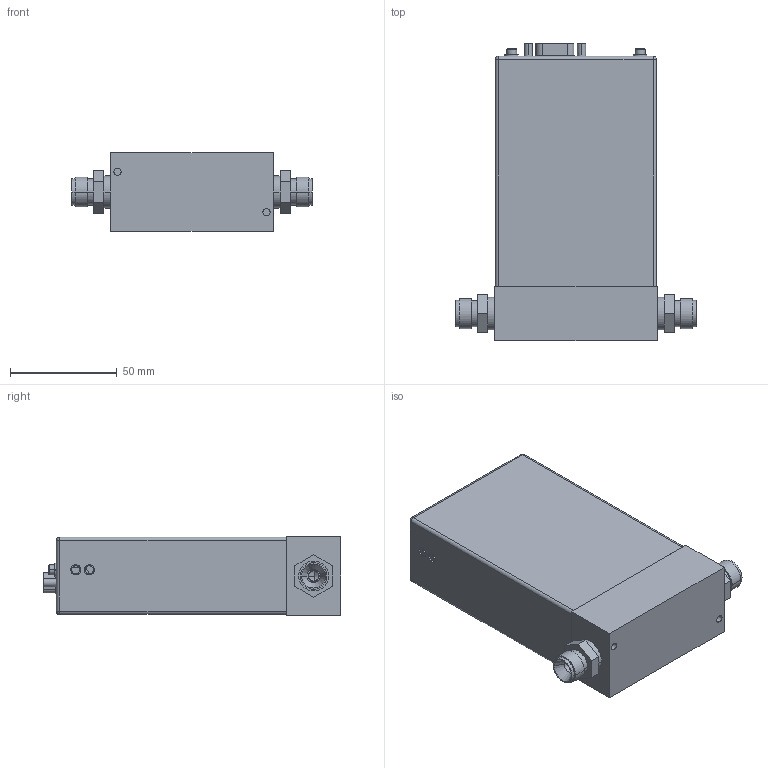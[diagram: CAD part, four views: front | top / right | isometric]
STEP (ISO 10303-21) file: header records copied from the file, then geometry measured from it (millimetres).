
FILE_DESCRIPTION((''),'2;1');
FILE_NAME('1179A_RS485_SWAGELOK__SW0001','2009-03-17T',('CockrofM'),('MKS Instruments, Inc.'),'PRO/ENGINEER BY PARAMETRIC TECHNOLOGY CORPORATION, 2005030','PRO/ENGINEER BY PARAMETRIC TECHNOLOGY CORPORATION, 2005030','');
FILE_SCHEMA(('CONFIG_CONTROL_DESIGN'));
Length unit declared in the file: inch
Products named in the file (1): 1179A_RS485_SWAGELOK__SW0001
Bounding box: 112.78 x 139.45 x 36.83 mm (x, y, z)
Volume: 103096.7 mm3; surface area: 90441.9 mm2
Topology: 2 solids, 2 shells, 1372 faces, 3442 edges, 2096 vertices
Faces by surface type: plane 693, cylinder 433, cone 92, torus 78, bspline 52, sphere 24
Entity records: 45333 total; most frequent: CARTESIAN_POINT 12351, DIRECTION 6975, ORIENTED_EDGE 6732, EDGE_CURVE 3366, AXIS2_PLACEMENT_3D 2496, VERTEX_POINT 2134, VECTOR 1983, LINE 1983
